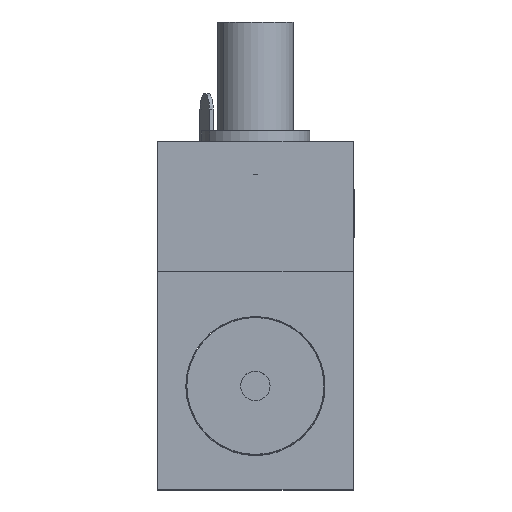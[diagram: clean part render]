
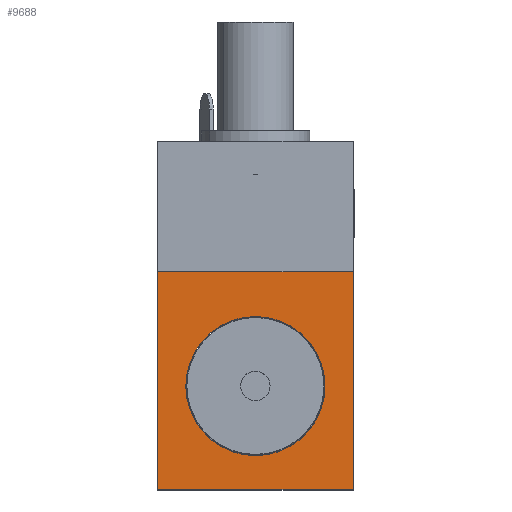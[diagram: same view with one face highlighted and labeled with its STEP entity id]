
A CAD part, top view. The second image highlights one B-rep face of the part: STEP entity #9688.
In plain terms, the highlighted planar face has unit normal (0, 0, 1).
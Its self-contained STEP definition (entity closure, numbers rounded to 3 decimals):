
#5765 = CARTESIAN_POINT ( 'NONE',  ( 5.253, -8.084, -8. ) ) ;
#5766 = DIRECTION ( 'NONE',  ( 1., 0., 0. ) ) ;
#5767 = DIRECTION ( 'NONE',  ( 0., 0., 1. ) ) ;
#5768 = CARTESIAN_POINT ( 'NONE',  ( -1.147, -8.084, -8. ) ) ;
#5769 = AXIS2_PLACEMENT_3D ( 'NONE', #5768, #5767, #5766 ) ;
#5770 = CIRCLE ( 'NONE', #5769, 6.4 ) ;
#6020 = CARTESIAN_POINT ( 'NONE',  ( -7.547, -8.084, -8. ) ) ;
#6666 = CARTESIAN_POINT ( 'NONE',  ( 7.853, 2.416, -8. ) ) ;
#6667 = CARTESIAN_POINT ( 'NONE',  ( 7.853, -17.584, -8. ) ) ;
#6668 = DIRECTION ( 'NONE',  ( 0., 1., 0. ) ) ;
#6669 = VECTOR ( 'NONE', #6668, 1000. ) ;
#6670 = CARTESIAN_POINT ( 'NONE',  ( 7.853, 2.416, -8. ) ) ;
#6671 = LINE ( 'NONE', #6670, #6669 ) ;
#6820 = DIRECTION ( 'NONE',  ( 1., 0., 0. ) ) ;
#6821 = DIRECTION ( 'NONE',  ( 0., 0., 1. ) ) ;
#6822 = CARTESIAN_POINT ( 'NONE',  ( -10.147, -17.584, -8. ) ) ;
#6823 = AXIS2_PLACEMENT_3D ( 'NONE', #6822, #6821, #6820 ) ;
#6824 = PLANE ( 'NONE',  #6823 ) ;
#6839 = FACE_OUTER_BOUND ( 'NONE', #9750, .T. ) ;
#6840 = FACE_BOUND ( 'NONE', #9689, .T. ) ;
#6863 = CARTESIAN_POINT ( 'NONE',  ( -10.147, 2.416, -8. ) ) ;
#6864 = DIRECTION ( 'NONE',  ( -1., 0., 0. ) ) ;
#6865 = VECTOR ( 'NONE', #6864, 1000. ) ;
#6866 = CARTESIAN_POINT ( 'NONE',  ( -10.147, 2.416, -8. ) ) ;
#6867 = LINE ( 'NONE', #6866, #6865 ) ;
#6952 = DIRECTION ( 'NONE',  ( 1., 0., 0. ) ) ;
#6953 = VECTOR ( 'NONE', #6952, 1000. ) ;
#6954 = CARTESIAN_POINT ( 'NONE',  ( -10.147, -17.584, -8. ) ) ;
#6955 = LINE ( 'NONE', #6954, #6953 ) ;
#6957 = DIRECTION ( 'NONE',  ( 1., 0., 0. ) ) ;
#6958 = DIRECTION ( 'NONE',  ( 0., 0., 1. ) ) ;
#6959 = CARTESIAN_POINT ( 'NONE',  ( -1.147, -8.084, -8. ) ) ;
#6960 = AXIS2_PLACEMENT_3D ( 'NONE', #6959, #6958, #6957 ) ;
#6961 = CIRCLE ( 'NONE', #6960, 6.4 ) ;
#7012 = CARTESIAN_POINT ( 'NONE',  ( -10.147, -17.584, -8. ) ) ;
#7013 = DIRECTION ( 'NONE',  ( 0., -1., 0. ) ) ;
#7014 = VECTOR ( 'NONE', #7013, 1000. ) ;
#7015 = CARTESIAN_POINT ( 'NONE',  ( -10.147, 2.416, -8. ) ) ;
#7016 = LINE ( 'NONE', #7015, #7014 ) ;
#9350 = EDGE_CURVE ( 'NONE', #9413, #9351, #5770, .T. ) ;
#9351 = VERTEX_POINT ( 'NONE', #5765 ) ;
#9413 = VERTEX_POINT ( 'NONE', #6020 ) ;
#9611 = EDGE_CURVE ( 'NONE', #9612, #9613, #6671, .T. ) ;
#9612 = VERTEX_POINT ( 'NONE', #6667 ) ;
#9613 = VERTEX_POINT ( 'NONE', #6666 ) ;
#9688 = ADVANCED_FACE ( 'NONE', ( #6840, #6839 ), #6824, .T. ) ;
#9689 = EDGE_LOOP ( 'NONE', ( #9747, #9749 ) ) ;
#9698 = EDGE_CURVE ( 'NONE', #9613, #9699, #6867, .T. ) ;
#9699 = VERTEX_POINT ( 'NONE', #6863 ) ;
#9747 = ORIENTED_EDGE ( 'NONE', *, *, #9748, .F. ) ;
#9748 = EDGE_CURVE ( 'NONE', #9351, #9413, #6961, .T. ) ;
#9749 = ORIENTED_EDGE ( 'NONE', *, *, #9350, .F. ) ;
#9750 = EDGE_LOOP ( 'NONE', ( #9751, #9752, #9754, #9755 ) ) ;
#9751 = ORIENTED_EDGE ( 'NONE', *, *, #9763, .T. ) ;
#9752 = ORIENTED_EDGE ( 'NONE', *, *, #9753, .T. ) ;
#9753 = EDGE_CURVE ( 'NONE', #9764, #9612, #6955, .T. ) ;
#9754 = ORIENTED_EDGE ( 'NONE', *, *, #9611, .T. ) ;
#9755 = ORIENTED_EDGE ( 'NONE', *, *, #9698, .T. ) ;
#9763 = EDGE_CURVE ( 'NONE', #9699, #9764, #7016, .T. ) ;
#9764 = VERTEX_POINT ( 'NONE', #7012 ) ;
